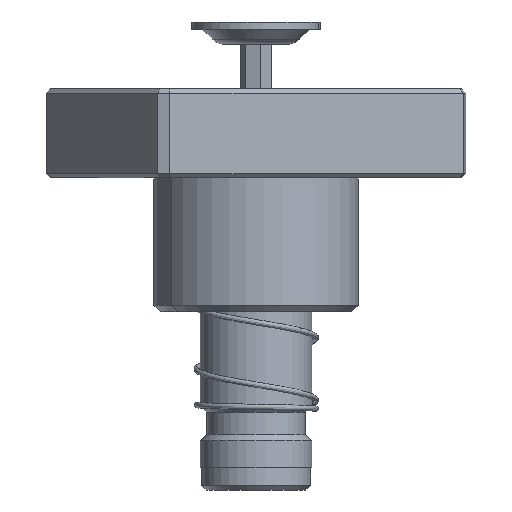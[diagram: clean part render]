
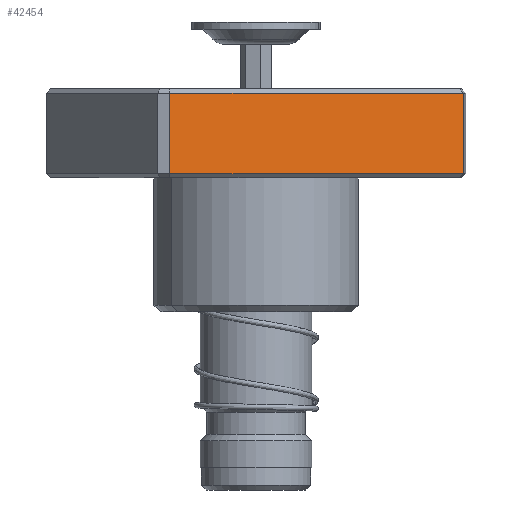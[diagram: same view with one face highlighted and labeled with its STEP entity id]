
A CAD part, front view. The second image highlights one B-rep face of the part: STEP entity #42454.
In plain terms, the highlighted face is planar.
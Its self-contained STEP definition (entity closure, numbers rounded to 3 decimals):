
#3648 = PLANE ( 'NONE',  #10831 ) ;
#4470 = EDGE_CURVE ( 'NONE', #23989, #12014, #34303, .T. ) ;
#5286 = VERTEX_POINT ( 'NONE', #37158 ) ;
#5629 = DIRECTION ( 'NONE',  ( 1., 0., 0. ) ) ;
#6181 = ORIENTED_EDGE ( 'NONE', *, *, #4470, .T. ) ;
#7083 = DIRECTION ( 'NONE',  ( 0., 0., -1. ) ) ;
#8318 = LINE ( 'NONE', #17149, #43851 ) ;
#9716 = VECTOR ( 'NONE', #5629, 1000. ) ;
#10535 = LINE ( 'NONE', #39129, #17105 ) ;
#10831 = AXIS2_PLACEMENT_3D ( 'NONE', #17391, #28566, #35109 ) ;
#12014 = VERTEX_POINT ( 'NONE', #17813 ) ;
#15510 = VERTEX_POINT ( 'NONE', #24687 ) ;
#15868 = EDGE_CURVE ( 'NONE', #5286, #23989, #35742, .T. ) ;
#17105 = VECTOR ( 'NONE', #22191, 1000. ) ;
#17149 = CARTESIAN_POINT ( 'NONE',  ( 40., -24., 20. ) ) ;
#17391 = CARTESIAN_POINT ( 'NONE',  ( -40., -24., 20. ) ) ;
#17605 = CARTESIAN_POINT ( 'NONE',  ( -40., -24., 1. ) ) ;
#17813 = CARTESIAN_POINT ( 'NONE',  ( 40., -24., 1. ) ) ;
#19510 = EDGE_CURVE ( 'NONE', #15510, #12014, #8318, .T. ) ;
#19526 = CARTESIAN_POINT ( 'NONE',  ( -40., -24., 1. ) ) ;
#22191 = DIRECTION ( 'NONE',  ( -1., 0., 0. ) ) ;
#23989 = VERTEX_POINT ( 'NONE', #17605 ) ;
#24687 = CARTESIAN_POINT ( 'NONE',  ( 40., -24., 19. ) ) ;
#25716 = ORIENTED_EDGE ( 'NONE', *, *, #36713, .T. ) ;
#28566 = DIRECTION ( 'NONE',  ( 0., 1., 0. ) ) ;
#34303 = LINE ( 'NONE', #19526, #9716 ) ;
#35109 = DIRECTION ( 'NONE',  ( 0., 0., 1. ) ) ;
#35742 = LINE ( 'NONE', #41677, #37953 ) ;
#36713 = EDGE_CURVE ( 'NONE', #15510, #5286, #10535, .T. ) ;
#36742 = ORIENTED_EDGE ( 'NONE', *, *, #15868, .T. ) ;
#37158 = CARTESIAN_POINT ( 'NONE',  ( -40., -24., 19. ) ) ;
#37953 = VECTOR ( 'NONE', #41818, 1000. ) ;
#38229 = FACE_OUTER_BOUND ( 'NONE', #43240, .T. ) ;
#39103 = ORIENTED_EDGE ( 'NONE', *, *, #19510, .F. ) ;
#39129 = CARTESIAN_POINT ( 'NONE',  ( -40., -24., 19. ) ) ;
#41677 = CARTESIAN_POINT ( 'NONE',  ( -40., -24., 20. ) ) ;
#41818 = DIRECTION ( 'NONE',  ( 0., 0., -1. ) ) ;
#42454 = ADVANCED_FACE ( 'NONE', ( #38229 ), #3648, .F. ) ;
#43240 = EDGE_LOOP ( 'NONE', ( #36742, #6181, #39103, #25716 ) ) ;
#43851 = VECTOR ( 'NONE', #7083, 1000. ) ;
